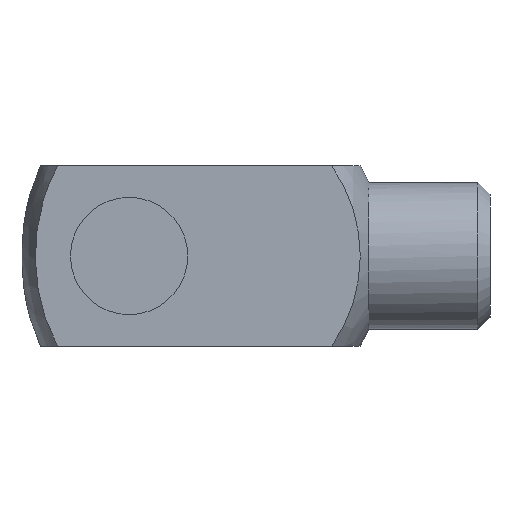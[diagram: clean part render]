
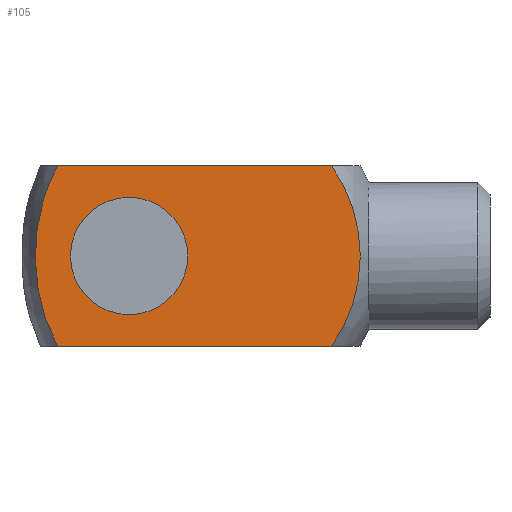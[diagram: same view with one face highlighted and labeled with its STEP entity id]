
A CAD part, front view. The second image highlights one B-rep face of the part: STEP entity #105.
In plain terms, the highlighted planar face has unit normal (0, -1, 0).
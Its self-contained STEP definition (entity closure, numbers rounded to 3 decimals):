
#105 = ADVANCED_FACE( '', ( #240, #241 ), #242, .T. );
#240 = FACE_BOUND( '', #429, .T. );
#241 = FACE_OUTER_BOUND( '', #430, .T. );
#242 = PLANE( '', #431 );
#429 = EDGE_LOOP( '', ( #692 ) );
#430 = EDGE_LOOP( '', ( #693, #694, #695, #696 ) );
#431 = AXIS2_PLACEMENT_3D( '', #697, #698, #699 );
#692 = ORIENTED_EDGE( '', *, *, #1070, .F. );
#693 = ORIENTED_EDGE( '', *, *, #1071, .F. );
#694 = ORIENTED_EDGE( '', *, *, #1072, .T. );
#695 = ORIENTED_EDGE( '', *, *, #1073, .F. );
#696 = ORIENTED_EDGE( '', *, *, #1074, .T. );
#697 = CARTESIAN_POINT( '', ( 64., -16., 48. ) );
#698 = DIRECTION( '', ( 0., -1., 0. ) );
#699 = DIRECTION( '', ( 0., 0., -1. ) );
#1070 = EDGE_CURVE( '', #1299, #1299, #1300, .T. );
#1071 = EDGE_CURVE( '', #1301, #1302, #1303, .F. );
#1072 = EDGE_CURVE( '', #1301, #1304, #1305, .T. );
#1073 = EDGE_CURVE( '', #1306, #1304, #1307, .T. );
#1074 = EDGE_CURVE( '', #1306, #1302, #1308, .T. );
#1299 = VERTEX_POINT( '', #1674 );
#1300 = CIRCLE( '', #1675, 10.4 );
#1301 = VERTEX_POINT( '', #1676 );
#1302 = VERTEX_POINT( '', #1677 );
#1303 = CIRCLE( '', #1678, 27.713 );
#1304 = VERTEX_POINT( '', #1679 );
#1305 = LINE( '', #1680, #1681 );
#1306 = VERTEX_POINT( '', #1682 );
#1307 = B_SPLINE_CURVE_WITH_KNOTS( '', 3, ( #1683, #1684, #1685, #1686, #1687, #1688, #1689, #1690, #1691, #1692, #1693, #1694, #1695, #1696, #1697, #1698, #1699, #1700, #1701, #1702, #1703, #1704, #1705, #1706 ), .UNSPECIFIED., .F., .F., ( 4, 2, 2, 2, 2, 2, 2, 2, 2, 2, 2, 4 ), ( 0.173, 0.175, 0.177, 0.181, 0.185, 0.187, 0.189, 0.193, 0.197, 0.199, 0.201, 0.206 ), .UNSPECIFIED. );
#1308 = LINE( '', #1707, #1708 );
#1674 = CARTESIAN_POINT( '', ( 0., -16., -10.4 ) );
#1675 = AXIS2_PLACEMENT_3D( '', #2039, #2040, #2041 );
#1676 = CARTESIAN_POINT( '', ( 35.907, -16., 16. ) );
#1677 = CARTESIAN_POINT( '', ( 35.907, -16., -16. ) );
#1678 = AXIS2_PLACEMENT_3D( '', #2042, #2043, #2044 );
#1679 = CARTESIAN_POINT( '', ( -12.674, -16., 16. ) );
#1680 = CARTESIAN_POINT( '', ( 64., -16., 16. ) );
#1681 = VECTOR( '', #2045, 1000. );
#1682 = CARTESIAN_POINT( '', ( -12.674, -16., -16. ) );
#1683 = CARTESIAN_POINT( '', ( -12.674, -16., -16. ) );
#1684 = CARTESIAN_POINT( '', ( -13.009, -16., -15.388 ) );
#1685 = CARTESIAN_POINT( '', ( -13.325, -16., -14.761 ) );
#1686 = CARTESIAN_POINT( '', ( -13.91, -16., -13.498 ) );
#1687 = CARTESIAN_POINT( '', ( -14.18, -16., -12.859 ) );
#1688 = CARTESIAN_POINT( '', ( -14.925, -16., -10.92 ) );
#1689 = CARTESIAN_POINT( '', ( -15.335, -16., -9.598 ) );
#1690 = CARTESIAN_POINT( '', ( -15.991, -16., -6.9 ) );
#1691 = CARTESIAN_POINT( '', ( -16.236, -16., -5.518 ) );
#1692 = CARTESIAN_POINT( '', ( -16.478, -16., -3.439 ) );
#1693 = CARTESIAN_POINT( '', ( -16.538, -16., -2.744 ) );
#1694 = CARTESIAN_POINT( '', ( -16.618, -16., -1.351 ) );
#1695 = CARTESIAN_POINT( '', ( -16.637, -16., -0.652 ) );
#1696 = CARTESIAN_POINT( '', ( -16.635, -16., 1.443 ) );
#1697 = CARTESIAN_POINT( '', ( -16.552, -16., 2.827 ) );
#1698 = CARTESIAN_POINT( '', ( -16.228, -16., 5.566 ) );
#1699 = CARTESIAN_POINT( '', ( -15.986, -16., 6.922 ) );
#1700 = CARTESIAN_POINT( '', ( -15.496, -16., 8.935 ) );
#1701 = CARTESIAN_POINT( '', ( -15.311, -16., 9.602 ) );
#1702 = CARTESIAN_POINT( '', ( -14.898, -16., 10.929 ) );
#1703 = CARTESIAN_POINT( '', ( -14.668, -16., 11.591 ) );
#1704 = CARTESIAN_POINT( '', ( -13.916, -16., 13.542 ) );
#1705 = CARTESIAN_POINT( '', ( -13.335, -16., 14.794 ) );
#1706 = CARTESIAN_POINT( '', ( -12.674, -16., 16. ) );
#1707 = CARTESIAN_POINT( '', ( 64., -16., -16. ) );
#1708 = VECTOR( '', #2046, 1000. );
#2039 = CARTESIAN_POINT( '', ( 0., -16., 0. ) );
#2040 = DIRECTION( '', ( 0., -1., 0. ) );
#2041 = DIRECTION( '', ( 0., 0., -1. ) );
#2042 = CARTESIAN_POINT( '', ( 13.28, -16., 0. ) );
#2043 = DIRECTION( '', ( 0., -1., 0. ) );
#2044 = DIRECTION( '', ( 0., 0., -1. ) );
#2045 = DIRECTION( '', ( -1., 0., 0. ) );
#2046 = DIRECTION( '', ( 1., 0., 0. ) );
